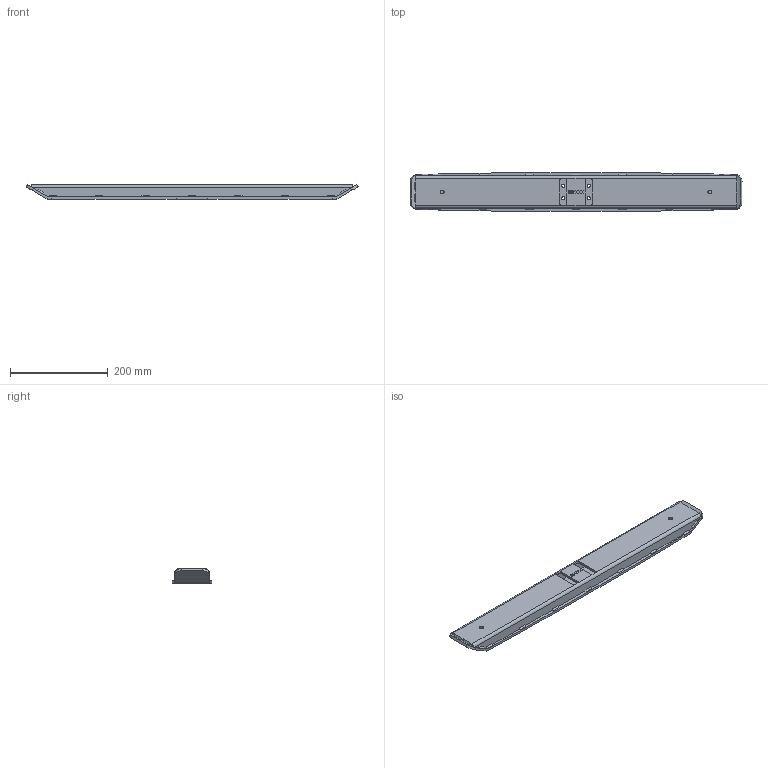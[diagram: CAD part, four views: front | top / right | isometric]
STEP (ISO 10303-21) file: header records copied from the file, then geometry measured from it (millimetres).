
FILE_DESCRIPTION((''),'2;1');
FILE_NAME('JC35TS-0291','2021-01-06T16:41:07',('sa'),('捷昌驱动'),'CREO PARAMETRIC BY PTC INC, 2018100','CREO PARAMETRIC BY PTC INC, 2018100','');
FILE_SCHEMA(('CONFIG_CONTROL_DESIGN'));
Length unit declared in the file: millimetre
Products named in the file (1): JC35TS-0291
Bounding box: 680 x 80 x 30 mm (x, y, z)
Volume: 591950.8 mm3; surface area: 240027.4 mm2
Topology: 1 solids, 5 shells, 276 faces, 799 edges, 522 vertices
Faces by surface type: plane 228, cylinder 48
Entity records: 9100 total; most frequent: CARTESIAN_POINT 1788, ORIENTED_EDGE 1582, DIRECTION 1381, EDGE_CURVE 799, VECTOR 667, LINE 667, VERTEX_POINT 522, AXIS2_PLACEMENT_3D 357
